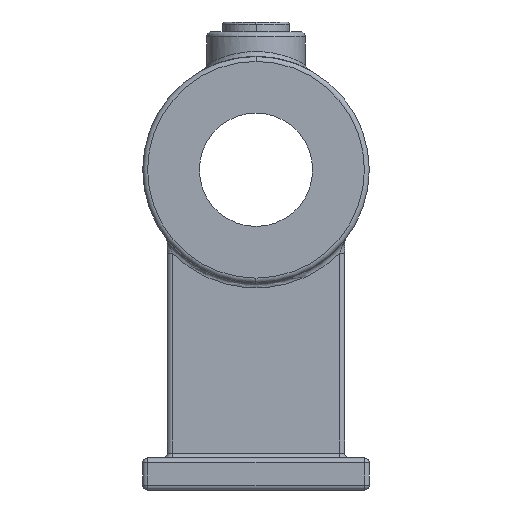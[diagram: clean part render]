
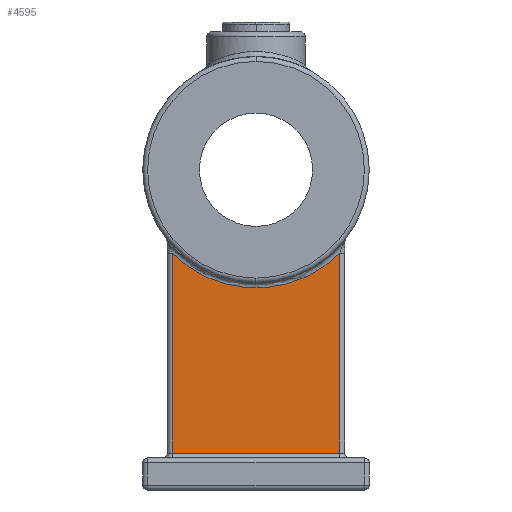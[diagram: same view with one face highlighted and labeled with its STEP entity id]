
A CAD part, front view. The second image highlights one B-rep face of the part: STEP entity #4595.
In plain terms, the highlighted planar face has unit normal (0, -1, 0).
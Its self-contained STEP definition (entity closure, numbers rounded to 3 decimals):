
#470 = DIRECTION ( 'NONE',  ( -1., 0., 0. ) ) ;
#1205 = CARTESIAN_POINT ( 'NONE',  ( -17., -17., 7.5 ) ) ;
#1272 = CARTESIAN_POINT ( 'NONE',  ( 17., -17., 500000. ) ) ;
#1411 = VERTEX_POINT ( 'NONE', #10083 ) ;
#1428 = VECTOR ( 'NONE', #2579, 1000. ) ;
#1531 = AXIS2_PLACEMENT_3D ( 'NONE', #13800, #8630, #15286 ) ;
#1657 = EDGE_CURVE ( 'NONE', #15931, #1411, #10417, .T. ) ;
#1707 = DIRECTION ( 'NONE',  ( 0., 1., 0. ) ) ;
#1940 = CARTESIAN_POINT ( 'NONE',  ( 0., -17., 65. ) ) ;
#2579 = DIRECTION ( 'NONE',  ( 0., 0., 1. ) ) ;
#3196 = VECTOR ( 'NONE', #13060, 1000. ) ;
#3313 = VERTEX_POINT ( 'NONE', #16173 ) ;
#4595 = ADVANCED_FACE ( 'NONE', ( #14104 ), #12639, .F. ) ;
#5169 = DIRECTION ( 'NONE',  ( 0., 0., -1. ) ) ;
#5186 = LINE ( 'NONE', #11935, #3196 ) ;
#5269 = AXIS2_PLACEMENT_3D ( 'NONE', #1940, #1707, #470 ) ;
#5820 = VERTEX_POINT ( 'NONE', #1205 ) ;
#7435 = EDGE_CURVE ( 'NONE', #1411, #5820, #9187, .T. ) ;
#8630 = DIRECTION ( 'NONE',  ( 0., 1., 0. ) ) ;
#9187 = LINE ( 'NONE', #9197, #13019 ) ;
#9197 = CARTESIAN_POINT ( 'NONE',  ( -17., -17., 500000. ) ) ;
#9388 = CARTESIAN_POINT ( 'NONE',  ( 17., -17., 48.059 ) ) ;
#10083 = CARTESIAN_POINT ( 'NONE',  ( -17., -17., 48.059 ) ) ;
#10180 = ORIENTED_EDGE ( 'NONE', *, *, #1657, .T. ) ;
#10417 = CIRCLE ( 'NONE', #5269, 24. ) ;
#10673 = EDGE_CURVE ( 'NONE', #3313, #15931, #12150, .T. ) ;
#11935 = CARTESIAN_POINT ( 'NONE',  ( 18., -17., 7.5 ) ) ;
#12150 = LINE ( 'NONE', #1272, #1428 ) ;
#12639 = PLANE ( 'NONE',  #1531 ) ;
#13019 = VECTOR ( 'NONE', #5169, 1000. ) ;
#13060 = DIRECTION ( 'NONE',  ( 1., 0., 0. ) ) ;
#13304 = EDGE_CURVE ( 'NONE', #5820, #3313, #5186, .T. ) ;
#13531 = ORIENTED_EDGE ( 'NONE', *, *, #7435, .T. ) ;
#13800 = CARTESIAN_POINT ( 'NONE',  ( 18., -17., 500000. ) ) ;
#14104 = FACE_OUTER_BOUND ( 'NONE', #14571, .T. ) ;
#14571 = EDGE_LOOP ( 'NONE', ( #15323, #16168, #10180, #13531 ) ) ;
#15286 = DIRECTION ( 'NONE',  ( -1., 0., 0. ) ) ;
#15323 = ORIENTED_EDGE ( 'NONE', *, *, #13304, .T. ) ;
#15931 = VERTEX_POINT ( 'NONE', #9388 ) ;
#16168 = ORIENTED_EDGE ( 'NONE', *, *, #10673, .T. ) ;
#16173 = CARTESIAN_POINT ( 'NONE',  ( 17., -17., 7.5 ) ) ;
